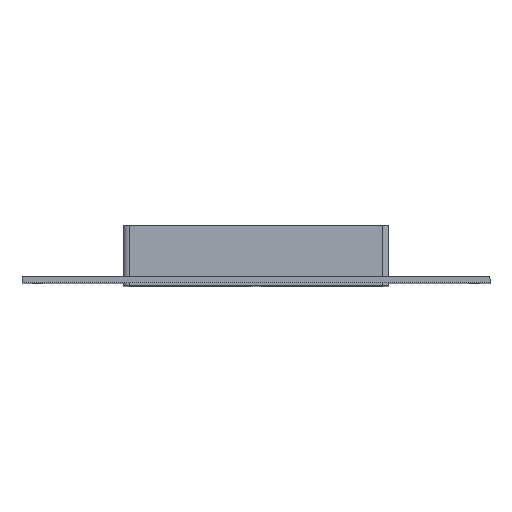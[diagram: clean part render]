
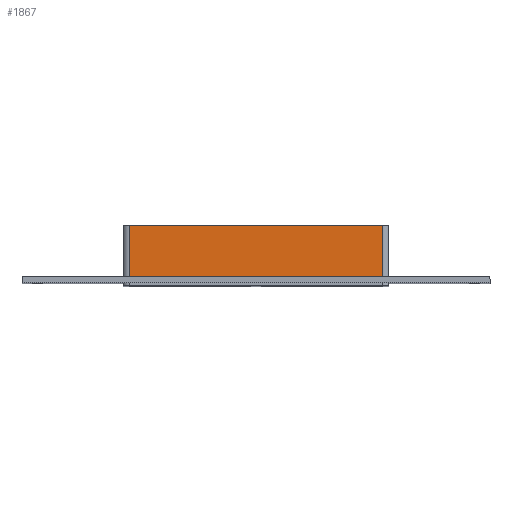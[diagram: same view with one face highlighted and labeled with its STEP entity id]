
A CAD part, top view. The second image highlights one B-rep face of the part: STEP entity #1867.
In plain terms, the highlighted planar face has unit normal (0, 0, 1).
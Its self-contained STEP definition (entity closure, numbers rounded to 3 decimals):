
#810=CARTESIAN_POINT('',(-125.5,57.0,290.));
#811=VERTEX_POINT('',#810);
#819=CARTESIAN_POINT('',(125.5,57.0,290.));
#820=VERTEX_POINT('',#819);
#821=CARTESIAN_POINT('',(-125.5,57.0,290.));
#822=DIRECTION('',(1.0,0.0,0.0));
#823=VECTOR('',#822,251.0);
#824=LINE('',#821,#823);
#825=EDGE_CURVE('',#811,#820,#824,.T.);
#1218=CARTESIAN_POINT('',(125.5,6.,290.));
#1219=VERTEX_POINT('',#1218);
#1227=CARTESIAN_POINT('',(-125.5,6.,290.));
#1228=VERTEX_POINT('',#1227);
#1229=CARTESIAN_POINT('',(-125.5,6.,290.));
#1230=DIRECTION('',(1.0,0.0,0.0));
#1231=VECTOR('',#1230,251.0);
#1232=LINE('',#1229,#1231);
#1233=EDGE_CURVE('',#1228,#1219,#1232,.T.);
#1541=CARTESIAN_POINT('',(125.5,57.0,290.));
#1542=DIRECTION('',(0.0,-1.0,0.0));
#1543=VECTOR('',#1542,51.0);
#1544=LINE('',#1541,#1543);
#1545=EDGE_CURVE('',#820,#1219,#1544,.T.);
#1845=CARTESIAN_POINT('',(-125.5,6.,290.));
#1846=DIRECTION('',(0.0,1.0,0.0));
#1847=VECTOR('',#1846,51.0);
#1848=LINE('',#1845,#1847);
#1849=EDGE_CURVE('',#1228,#811,#1848,.T.);
#1856=CARTESIAN_POINT('',(-131.5,0.0,290.));
#1857=DIRECTION('',(0.0,0.0,1.0));
#1858=DIRECTION('',(1.0,0.0,0.0));
#1859=AXIS2_PLACEMENT_3D('',#1856,#1857,#1858);
#1860=PLANE('',#1859);
#1861=ORIENTED_EDGE('',*,*,#1233,.T.);
#1862=ORIENTED_EDGE('',*,*,#1545,.F.);
#1863=ORIENTED_EDGE('',*,*,#825,.F.);
#1864=ORIENTED_EDGE('',*,*,#1849,.F.);
#1865=EDGE_LOOP('',(#1861,#1862,#1863,#1864));
#1866=FACE_OUTER_BOUND('',#1865,.T.);
#1867=ADVANCED_FACE('',(#1866),#1860,.T.);
